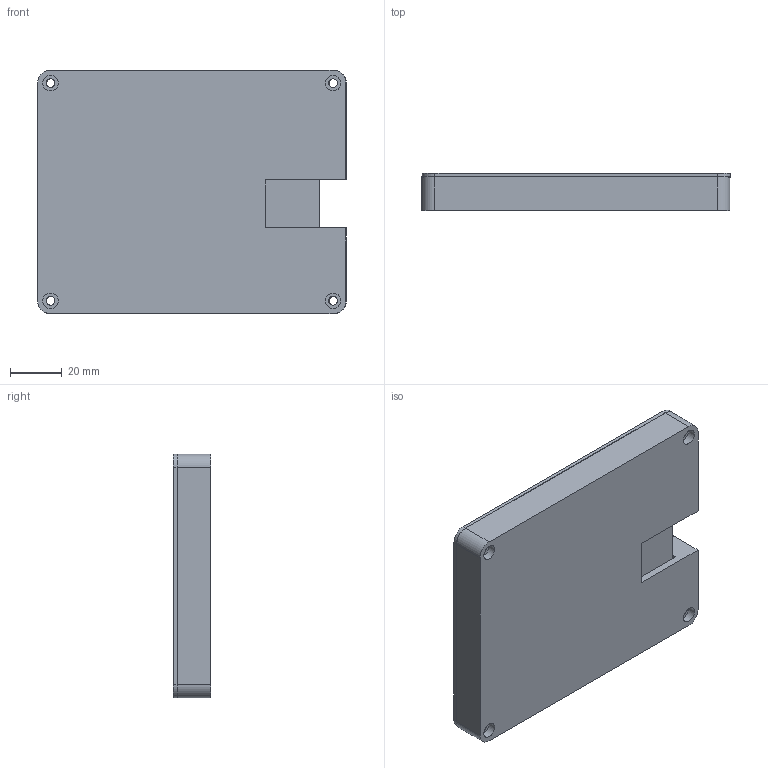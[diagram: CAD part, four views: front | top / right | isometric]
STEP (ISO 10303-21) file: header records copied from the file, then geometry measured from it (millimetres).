
FILE_DESCRIPTION(/* description */ (''),/* implementation_level */ '2;1');
FILE_NAME(/* name */ 'Untitled v11.step',/* time_stamp */ '2025-05-27T19:30:13-04:00',/* author */ (''),/* organization */ (''),/* preprocessor_version */ 'ST-DEVELOPER v20.1',/* originating_system */ 'Autodesk Translation Framework v14.10.0.0',/* authorisation */ '');
FILE_SCHEMA (('AUTOMOTIVE_DESIGN { 1 0 10303 214 3 1 1 }'));
Length unit declared in the file: millimetre
Products named in the file (4): Untitled; Component1; Untitled_1; PCB
Assembly tree (3 placements, depth 2):
  Untitled
    Component1
    Untitled_1
    PCB
Bounding box: 119.16 x 14.42 x 94.02 mm (x, y, z)
Volume: 87516 mm3; surface area: 61807.9 mm2
Topology: 7 solids, 7 shells, 145 faces, 378 edges, 252 vertices
Faces by surface type: plane 92, bspline 29, cylinder 24
Full cylindrical faces by diameter (mm): 3.4 x8, 6 x8
Entity records: 4883 total; most frequent: CARTESIAN_POINT 1276, ORIENTED_EDGE 756, DIRECTION 616, EDGE_CURVE 378, LINE 272, VECTOR 272, VERTEX_POINT 252, EDGE_LOOP 178
